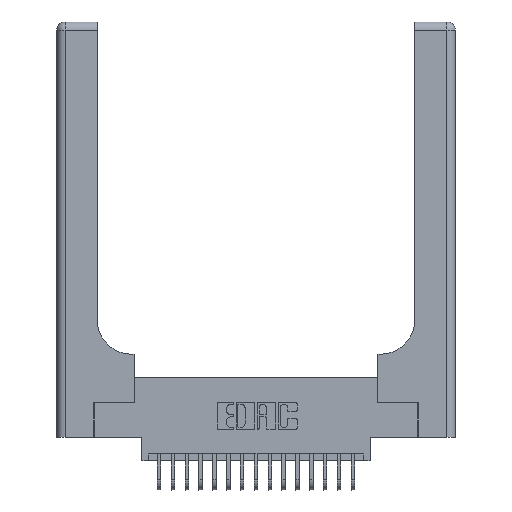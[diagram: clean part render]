
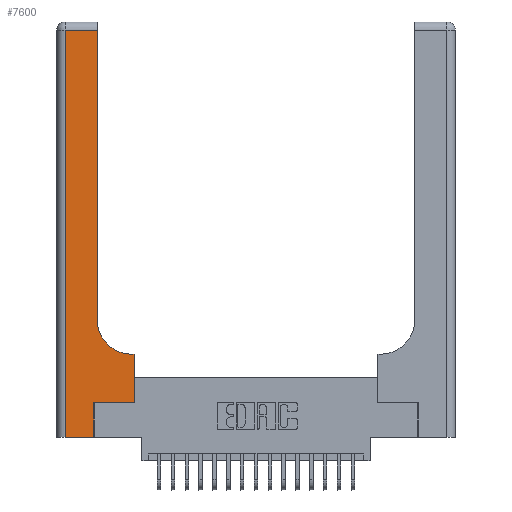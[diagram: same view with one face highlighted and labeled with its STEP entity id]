
A CAD part, top view. The second image highlights one B-rep face of the part: STEP entity #7600.
In plain terms, the highlighted planar face has unit normal (0, 0, 1).
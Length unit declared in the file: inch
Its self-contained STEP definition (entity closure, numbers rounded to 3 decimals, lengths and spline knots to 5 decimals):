
#142 = VECTOR ( 'NONE', #205, 39.37008 ) ;
#205 = DIRECTION ( 'NONE',  ( -1., 0., 0. ) ) ;
#791 = LINE ( 'NONE', #8825, #5692 ) ;
#949 = EDGE_CURVE ( 'NONE', #3373, #8307, #15301, .T. ) ;
#1144 = ORIENTED_EDGE ( 'NONE', *, *, #10978, .T. ) ;
#1172 = CARTESIAN_POINT ( 'NONE',  ( 0.06, 3., 0.37 ) ) ;
#1364 = LINE ( 'NONE', #7410, #18712 ) ;
#1855 = EDGE_CURVE ( 'NONE', #11090, #14250, #18931, .T. ) ;
#2572 = AXIS2_PLACEMENT_3D ( 'NONE', #9275, #21003, #10991 ) ;
#2739 = VERTEX_POINT ( 'NONE', #8279 ) ;
#3108 = VECTOR ( 'NONE', #21892, 39.37008 ) ;
#3147 = ORIENTED_EDGE ( 'NONE', *, *, #949, .T. ) ;
#3341 = ORIENTED_EDGE ( 'NONE', *, *, #19345, .T. ) ;
#3373 = VERTEX_POINT ( 'NONE', #4605 ) ;
#3613 = VERTEX_POINT ( 'NONE', #20437 ) ;
#3956 = CARTESIAN_POINT ( 'NONE',  ( 0.269, 0., 0.37 ) ) ;
#4605 = CARTESIAN_POINT ( 'NONE',  ( 0.269, 0.25, 0.37 ) ) ;
#5289 = CARTESIAN_POINT ( 'NONE',  ( 0.2915, 0.85, 0.37 ) ) ;
#5535 = ORIENTED_EDGE ( 'NONE', *, *, #14423, .T. ) ;
#5577 = DIRECTION ( 'NONE',  ( 0., 1., 0. ) ) ;
#5692 = VECTOR ( 'NONE', #18886, 39.37008 ) ;
#6341 = CARTESIAN_POINT ( 'NONE',  ( 0., 0., 0.37 ) ) ;
#7126 = PLANE ( 'NONE',  #12400 ) ;
#7410 = CARTESIAN_POINT ( 'NONE',  ( 0.269, 0., 0.37 ) ) ;
#7600 = ADVANCED_FACE ( 'NONE', ( #18640 ), #7126, .F. ) ;
#7811 = VERTEX_POINT ( 'NONE', #3956 ) ;
#8279 = CARTESIAN_POINT ( 'NONE',  ( 0.2915, 2.94, 0.37 ) ) ;
#8307 = VERTEX_POINT ( 'NONE', #12414 ) ;
#8731 = VECTOR ( 'NONE', #5577, 39.37008 ) ;
#8825 = CARTESIAN_POINT ( 'NONE',  ( 0.5585, 0.25, 0.37 ) ) ;
#9275 = CARTESIAN_POINT ( 'NONE',  ( 0.5415, 0.85, 0.37 ) ) ;
#10009 = VECTOR ( 'NONE', #18229, 39.37008 ) ;
#10592 = CARTESIAN_POINT ( 'NONE',  ( 0., 3., 0.37 ) ) ;
#10746 = CARTESIAN_POINT ( 'NONE',  ( 0.2915, 3., 0.37 ) ) ;
#10978 = EDGE_CURVE ( 'NONE', #3613, #11090, #11145, .T. ) ;
#10991 = DIRECTION ( 'NONE',  ( 1., 0., 0. ) ) ;
#11090 = VERTEX_POINT ( 'NONE', #21334 ) ;
#11145 = LINE ( 'NONE', #14410, #19503 ) ;
#12060 = ORIENTED_EDGE ( 'NONE', *, *, #1855, .T. ) ;
#12290 = DIRECTION ( 'NONE',  ( -1., 0., 0. ) ) ;
#12350 = EDGE_CURVE ( 'NONE', #13630, #18386, #12446, .T. ) ;
#12400 = AXIS2_PLACEMENT_3D ( 'NONE', #10592, #22309, #12290 ) ;
#12414 = CARTESIAN_POINT ( 'NONE',  ( 0.5585, 0.25, 0.37 ) ) ;
#12446 = LINE ( 'NONE', #1172, #3108 ) ;
#12479 = EDGE_CURVE ( 'NONE', #8307, #3613, #791, .T. ) ;
#12605 = CARTESIAN_POINT ( 'NONE',  ( 0., 2.94, 0.37 ) ) ;
#12617 = ORIENTED_EDGE ( 'NONE', *, *, #12479, .T. ) ;
#13360 = EDGE_LOOP ( 'NONE', ( #20263, #5535, #19376, #21393, #3341, #3147, #12617, #1144, #12060 ) ) ;
#13630 = VERTEX_POINT ( 'NONE', #16885 ) ;
#13660 = DIRECTION ( 'NONE',  ( 1., 0., 0. ) ) ;
#13926 = LINE ( 'NONE', #6341, #10009 ) ;
#14051 = CARTESIAN_POINT ( 'NONE',  ( 0.269, 0.25, 0.37 ) ) ;
#14186 = LINE ( 'NONE', #12605, #142 ) ;
#14250 = VERTEX_POINT ( 'NONE', #5289 ) ;
#14410 = CARTESIAN_POINT ( 'NONE',  ( 0.2915, 0.6, 0.37 ) ) ;
#14423 = EDGE_CURVE ( 'NONE', #2739, #13630, #14186, .T. ) ;
#15301 = LINE ( 'NONE', #14051, #20274 ) ;
#16784 = CARTESIAN_POINT ( 'NONE',  ( 0.06, 0., 0.37 ) ) ;
#16885 = CARTESIAN_POINT ( 'NONE',  ( 0.06, 2.94, 0.37 ) ) ;
#17542 = DIRECTION ( 'NONE',  ( 0., 1., 0. ) ) ;
#17669 = LINE ( 'NONE', #10746, #8731 ) ;
#18229 = DIRECTION ( 'NONE',  ( 1., 0., 0. ) ) ;
#18386 = VERTEX_POINT ( 'NONE', #16784 ) ;
#18640 = FACE_OUTER_BOUND ( 'NONE', #13360, .T. ) ;
#18712 = VECTOR ( 'NONE', #17542, 39.37008 ) ;
#18886 = DIRECTION ( 'NONE',  ( 0., 1., 0. ) ) ;
#18931 = CIRCLE ( 'NONE', #2572, 0.25 ) ;
#19345 = EDGE_CURVE ( 'NONE', #7811, #3373, #1364, .T. ) ;
#19376 = ORIENTED_EDGE ( 'NONE', *, *, #12350, .T. ) ;
#19503 = VECTOR ( 'NONE', #21120, 39.37008 ) ;
#20263 = ORIENTED_EDGE ( 'NONE', *, *, #20496, .T. ) ;
#20274 = VECTOR ( 'NONE', #13660, 39.37008 ) ;
#20437 = CARTESIAN_POINT ( 'NONE',  ( 0.5585, 0.6, 0.37 ) ) ;
#20496 = EDGE_CURVE ( 'NONE', #14250, #2739, #17669, .T. ) ;
#21003 = DIRECTION ( 'NONE',  ( 0., 0., -1. ) ) ;
#21120 = DIRECTION ( 'NONE',  ( -1., 0., 0. ) ) ;
#21334 = CARTESIAN_POINT ( 'NONE',  ( 0.5415, 0.6, 0.37 ) ) ;
#21393 = ORIENTED_EDGE ( 'NONE', *, *, #22119, .T. ) ;
#21892 = DIRECTION ( 'NONE',  ( 0., -1., 0. ) ) ;
#22119 = EDGE_CURVE ( 'NONE', #18386, #7811, #13926, .T. ) ;
#22309 = DIRECTION ( 'NONE',  ( 0., 0., -1. ) ) ;
